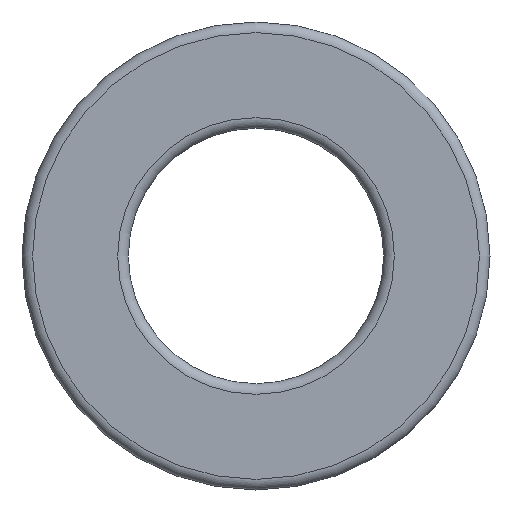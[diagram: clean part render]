
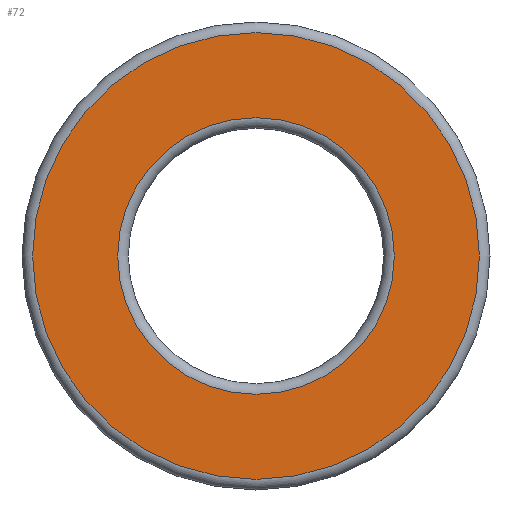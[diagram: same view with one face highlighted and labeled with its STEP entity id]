
A CAD part, left-side view. The second image highlights one B-rep face of the part: STEP entity #72.
In plain terms, the highlighted planar face has unit normal (-1, 0, 0).
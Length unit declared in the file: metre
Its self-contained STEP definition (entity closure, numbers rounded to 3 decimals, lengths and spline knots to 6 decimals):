
#72 = ADVANCED_FACE( '', ( #161, #162 ), #163, .T. );
#161 = FACE_BOUND( '', #264, .T. );
#162 = FACE_OUTER_BOUND( '', #265, .T. );
#163 = PLANE( '', #266 );
#264 = EDGE_LOOP( '', ( #385 ) );
#265 = EDGE_LOOP( '', ( #386 ) );
#266 = AXIS2_PLACEMENT_3D( '', #387, #388, #389 );
#385 = ORIENTED_EDGE( '', *, *, #479, .T. );
#386 = ORIENTED_EDGE( '', *, *, #487, .T. );
#387 = CARTESIAN_POINT( '', ( -0.016, 0., 0. ) );
#388 = DIRECTION( '', ( -1., 0., 0. ) );
#389 = DIRECTION( '', ( 0., -1., 0. ) );
#479 = EDGE_CURVE( '', #541, #541, #542, .F. );
#487 = EDGE_CURVE( '', #553, #553, #554, .T. );
#541 = VERTEX_POINT( '', #613 );
#542 = CIRCLE( '', #614, 0.0065 );
#553 = VERTEX_POINT( '', #625 );
#554 = CIRCLE( '', #626, 0.0105 );
#613 = CARTESIAN_POINT( '', ( -0.016, -0.0065, 0. ) );
#614 = AXIS2_PLACEMENT_3D( '', #690, #691, #692 );
#625 = CARTESIAN_POINT( '', ( -0.016, -0.0105, 0. ) );
#626 = AXIS2_PLACEMENT_3D( '', #702, #703, #704 );
#690 = CARTESIAN_POINT( '', ( -0.016, 0., 0. ) );
#691 = DIRECTION( '', ( -1., 0., 0. ) );
#692 = DIRECTION( '', ( 0., -1., 0. ) );
#702 = CARTESIAN_POINT( '', ( -0.016, 0., 0. ) );
#703 = DIRECTION( '', ( -1., 0., 0. ) );
#704 = DIRECTION( '', ( 0., -1., 0. ) );
